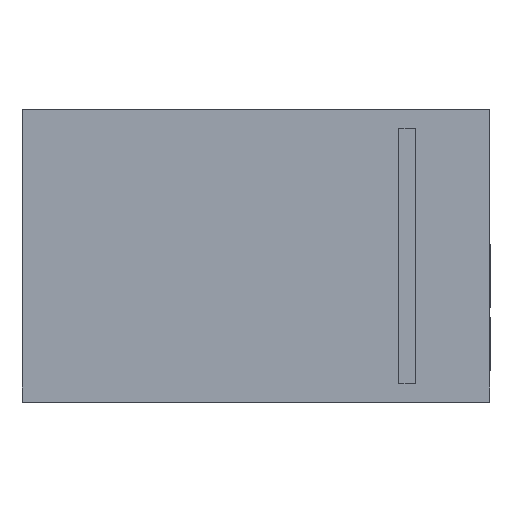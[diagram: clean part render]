
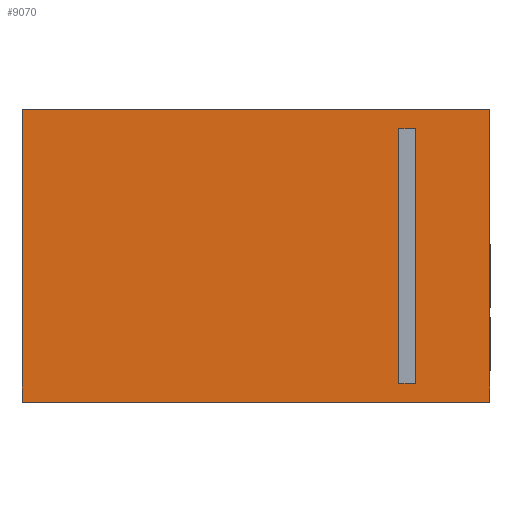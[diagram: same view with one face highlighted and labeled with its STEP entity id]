
A CAD part, top view. The second image highlights one B-rep face of the part: STEP entity #9070.
In plain terms, the highlighted planar face has unit normal (0, 0, 1).
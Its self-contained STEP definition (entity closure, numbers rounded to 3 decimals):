
#391 = ORIENTED_EDGE ( 'NONE', *, *, #811, .F. ) ;
#533 = VERTEX_POINT ( 'NONE', #4555 ) ;
#604 = CARTESIAN_POINT ( 'NONE',  ( -0.8, 0.5, 0.56 ) ) ;
#607 = EDGE_LOOP ( 'NONE', ( #391, #5426, #1718, #8489 ) ) ;
#811 = EDGE_CURVE ( 'NONE', #1396, #10751, #6006, .T. ) ;
#1177 = EDGE_CURVE ( 'NONE', #8915, #12099, #12871, .T. ) ;
#1205 = EDGE_CURVE ( 'NONE', #12099, #6624, #2061, .T. ) ;
#1396 = VERTEX_POINT ( 'NONE', #2328 ) ;
#1633 = VECTOR ( 'NONE', #12952, 1000. ) ;
#1718 = ORIENTED_EDGE ( 'NONE', *, *, #11428, .F. ) ;
#2041 = DIRECTION ( 'NONE',  ( 0., -1., 0. ) ) ;
#2047 = CARTESIAN_POINT ( 'NONE',  ( 0.489, 0.435, 0.56 ) ) ;
#2061 = LINE ( 'NONE', #8152, #1633 ) ;
#2328 = CARTESIAN_POINT ( 'NONE',  ( 0.545, -0.435, 0.56 ) ) ;
#2429 = CARTESIAN_POINT ( 'NONE',  ( 0., 0., 0.56 ) ) ;
#2799 = VECTOR ( 'NONE', #11715, 1000. ) ;
#3090 = LINE ( 'NONE', #7856, #14908 ) ;
#3222 = LINE ( 'NONE', #4219, #8237 ) ;
#3486 = CARTESIAN_POINT ( 'NONE',  ( -0.8, -0.5, 0.56 ) ) ;
#3544 = DIRECTION ( 'NONE',  ( 1., 0., 0. ) ) ;
#4219 = CARTESIAN_POINT ( 'NONE',  ( -0.8, 0.5, 0.56 ) ) ;
#4539 = CARTESIAN_POINT ( 'NONE',  ( 0.545, 0.435, 0.56 ) ) ;
#4555 = CARTESIAN_POINT ( 'NONE',  ( 0.489, 0.435, 0.56 ) ) ;
#4726 = CARTESIAN_POINT ( 'NONE',  ( -0.8, -0.5, 0.56 ) ) ;
#4816 = PLANE ( 'NONE',  #14742 ) ;
#4936 = CARTESIAN_POINT ( 'NONE',  ( 0.8, 0.5, 0.56 ) ) ;
#5041 = CARTESIAN_POINT ( 'NONE',  ( -0.8, 0.5, 0.56 ) ) ;
#5270 = EDGE_CURVE ( 'NONE', #6624, #10735, #8932, .T. ) ;
#5426 = ORIENTED_EDGE ( 'NONE', *, *, #15229, .F. ) ;
#5521 = ORIENTED_EDGE ( 'NONE', *, *, #1205, .T. ) ;
#5679 = DIRECTION ( 'NONE',  ( -1., 0., 0. ) ) ;
#6006 = LINE ( 'NONE', #4539, #2799 ) ;
#6008 = ORIENTED_EDGE ( 'NONE', *, *, #5270, .T. ) ;
#6624 = VERTEX_POINT ( 'NONE', #4936 ) ;
#6732 = CARTESIAN_POINT ( 'NONE',  ( 0.8, -0.5, 0.56 ) ) ;
#6989 = CARTESIAN_POINT ( 'NONE',  ( 0.489, -0.435, 0.56 ) ) ;
#7856 = CARTESIAN_POINT ( 'NONE',  ( 0.489, 0.435, 0.56 ) ) ;
#8101 = VECTOR ( 'NONE', #11823, 1000. ) ;
#8152 = CARTESIAN_POINT ( 'NONE',  ( 0.8, 0.5, 0.56 ) ) ;
#8237 = VECTOR ( 'NONE', #2041, 1000. ) ;
#8489 = ORIENTED_EDGE ( 'NONE', *, *, #9848, .F. ) ;
#8690 = VECTOR ( 'NONE', #13738, 1000. ) ;
#8915 = VERTEX_POINT ( 'NONE', #4726 ) ;
#8932 = LINE ( 'NONE', #604, #8690 ) ;
#9070 = ADVANCED_FACE ( 'NONE', ( #14375, #15453 ), #4816, .T. ) ;
#9201 = DIRECTION ( 'NONE',  ( 0., -1., 0. ) ) ;
#9482 = VECTOR ( 'NONE', #5679, 1000. ) ;
#9483 = LINE ( 'NONE', #2047, #9482 ) ;
#9848 = EDGE_CURVE ( 'NONE', #10751, #533, #9483, .T. ) ;
#9891 = CARTESIAN_POINT ( 'NONE',  ( 0.545, 0.435, 0.56 ) ) ;
#10726 = VECTOR ( 'NONE', #10750, 1000. ) ;
#10735 = VERTEX_POINT ( 'NONE', #5041 ) ;
#10750 = DIRECTION ( 'NONE',  ( 1., 0., 0. ) ) ;
#10751 = VERTEX_POINT ( 'NONE', #9891 ) ;
#10924 = CARTESIAN_POINT ( 'NONE',  ( 0.489, -0.435, 0.56 ) ) ;
#11045 = ORIENTED_EDGE ( 'NONE', *, *, #13428, .T. ) ;
#11304 = VERTEX_POINT ( 'NONE', #10924 ) ;
#11428 = EDGE_CURVE ( 'NONE', #533, #11304, #3090, .T. ) ;
#11600 = EDGE_LOOP ( 'NONE', ( #5521, #6008, #11045, #12708 ) ) ;
#11715 = DIRECTION ( 'NONE',  ( 0., 1., 0. ) ) ;
#11823 = DIRECTION ( 'NONE',  ( 1., 0., 0. ) ) ;
#12099 = VERTEX_POINT ( 'NONE', #6732 ) ;
#12708 = ORIENTED_EDGE ( 'NONE', *, *, #1177, .T. ) ;
#12871 = LINE ( 'NONE', #3486, #10726 ) ;
#12952 = DIRECTION ( 'NONE',  ( 0., 1., 0. ) ) ;
#13005 = LINE ( 'NONE', #6989, #8101 ) ;
#13178 = DIRECTION ( 'NONE',  ( 0., 0., 1. ) ) ;
#13428 = EDGE_CURVE ( 'NONE', #10735, #8915, #3222, .T. ) ;
#13738 = DIRECTION ( 'NONE',  ( -1., 0., 0. ) ) ;
#14375 = FACE_BOUND ( 'NONE', #607, .T. ) ;
#14742 = AXIS2_PLACEMENT_3D ( 'NONE', #2429, #13178, #3544 ) ;
#14908 = VECTOR ( 'NONE', #9201, 1000. ) ;
#15229 = EDGE_CURVE ( 'NONE', #11304, #1396, #13005, .T. ) ;
#15453 = FACE_OUTER_BOUND ( 'NONE', #11600, .T. ) ;
